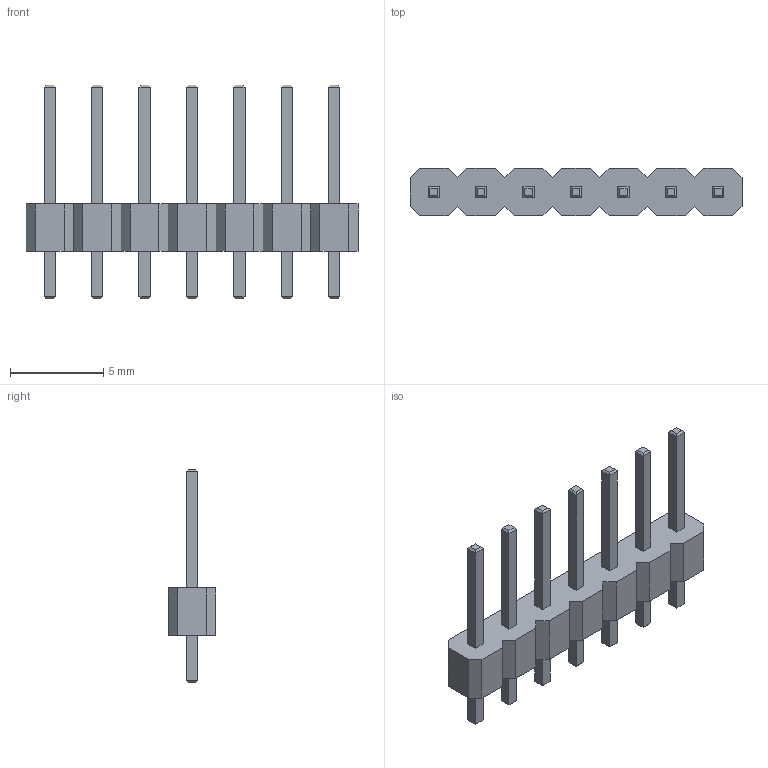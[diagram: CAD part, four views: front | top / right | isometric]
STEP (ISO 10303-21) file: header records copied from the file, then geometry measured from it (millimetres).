
FILE_DESCRIPTION (( 'STEP AP214' ), '1' );
FILE_NAME ('PLS-7.STEP', '2021-12-27T18:44:46', ( 'Elessar' ), ( '' ), 'SwSTEP 2.0', 'SolidWorks 2018', '' );
FILE_SCHEMA (( 'AUTOMOTIVE_DESIGN' ));
Length unit declared in the file: millimetre
Products named in the file (1): PLS-7
Bounding box: 17.78 x 2.54 x 11.44 mm (x, y, z)
Volume: 128.1 mm3; surface area: 343.5 mm2
Topology: 1 solids, 1 shells, 172 faces, 412 edges, 256 vertices
Faces by surface type: plane 172
Entity records: 6723 total; most frequent: CARTESIAN_POINT 841, ORIENTED_EDGE 824, DIRECTION 758, EDGE_CURVE 412, LINE 412, VECTOR 412, VERTEX_POINT 256, EDGE_LOOP 186
